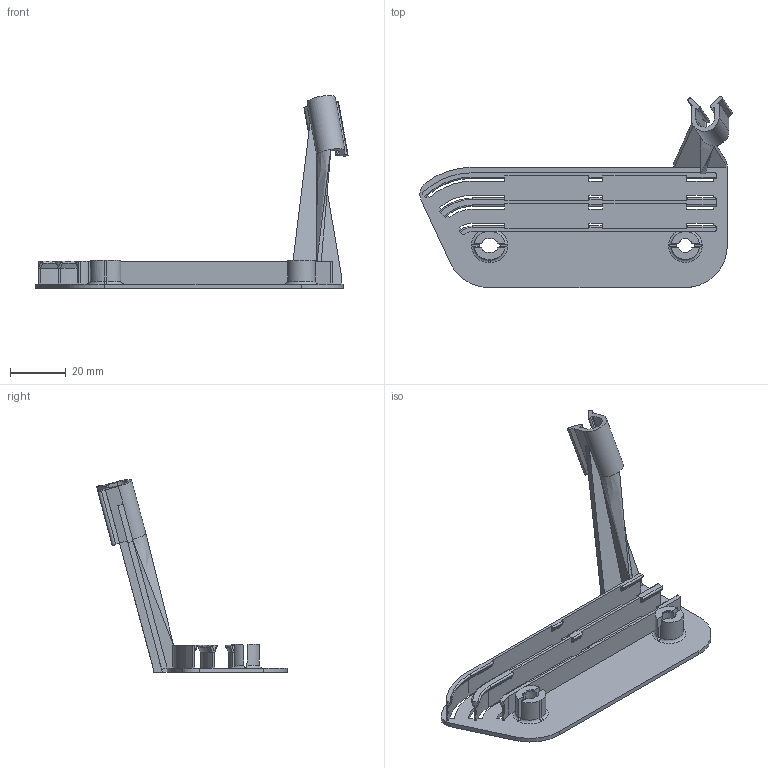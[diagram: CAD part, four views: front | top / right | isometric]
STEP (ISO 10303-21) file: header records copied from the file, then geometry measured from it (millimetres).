
FILE_SCHEMA(('CONFIG_CONTROL_DESIGN'));
Length unit declared in the file: inch
Products named in the file (1): 1J0971848H
Bounding box: 111.62 x 68.2 x 68.98 mm (x, y, z)
Volume: 12692 mm3; surface area: 18677.1 mm2
Topology: 1 solids, 1 shells, 265 faces, 774 edges, 499 vertices
Faces by surface type: plane 144, cylinder 89, cone 14, torus 11, bspline 7
Entity records: 9168 total; most frequent: CARTESIAN_POINT 2750, ORIENTED_EDGE 1548, DIRECTION 971, EDGE_CURVE 774, VERTEX_POINT 499, VECTOR 494, LINE 494, AXIS2_PLACEMENT_3D 319
